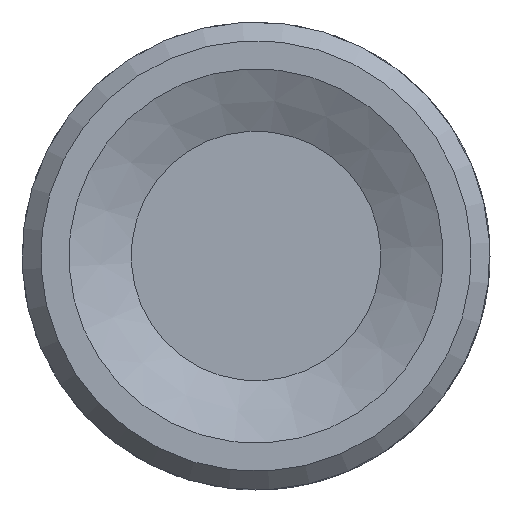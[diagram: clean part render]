
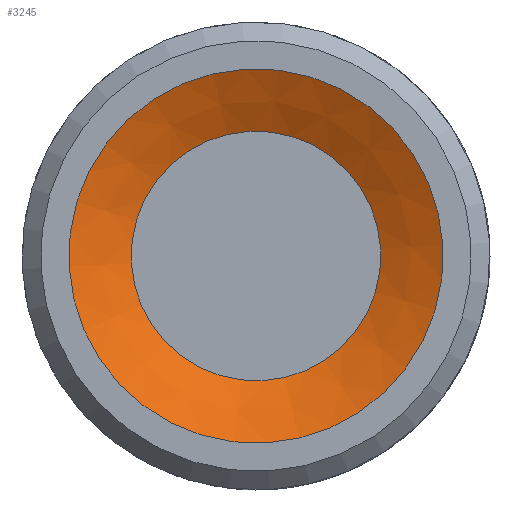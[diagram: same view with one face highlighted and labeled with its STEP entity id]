
A CAD part, left-side view. The second image highlights one B-rep face of the part: STEP entity #3245.
In plain terms, the highlighted conical face has half-angle 63.435 degrees and reference radius 3 mm.
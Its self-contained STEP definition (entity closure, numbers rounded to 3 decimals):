
#3245 = ADVANCED_FACE ( 'NONE', ( #26574, #15238 ), #23889, .F. ) ;
#7142 = AXIS2_PLACEMENT_3D ( 'NONE', #7698, #22610, #9841 ) ;
#7514 = AXIS2_PLACEMENT_3D ( 'NONE', #26741, #20117, #7636 ) ;
#7636 = DIRECTION ( 'NONE',  ( 0., -0.45, 0.893 ) ) ;
#7667 = CIRCLE ( 'NONE', #7142, 2. ) ;
#7684 = VERTEX_POINT ( 'NONE', #8091 ) ;
#7698 = CARTESIAN_POINT ( 'NONE',  ( -6.083, -0.447, 0. ) ) ;
#8091 = CARTESIAN_POINT ( 'NONE',  ( -6.083, -1.347, 1.786 ) ) ;
#8563 = EDGE_CURVE ( 'NONE', #9006, #9006, #11580, .T. ) ;
#8664 = CARTESIAN_POINT ( 'NONE',  ( -6.583, -0.447, 0. ) ) ;
#9006 = VERTEX_POINT ( 'NONE', #25075 ) ;
#9841 = DIRECTION ( 'NONE',  ( 0., -0.45, 0.893 ) ) ;
#10818 = DIRECTION ( 'NONE',  ( 0., -0.45, 0.893 ) ) ;
#11580 = CIRCLE ( 'NONE', #15330, 3. ) ;
#13037 = EDGE_LOOP ( 'NONE', ( #17102 ) ) ;
#15238 = FACE_OUTER_BOUND ( 'NONE', #13037, .T. ) ;
#15330 = AXIS2_PLACEMENT_3D ( 'NONE', #8664, #23583, #10818 ) ;
#16117 = ORIENTED_EDGE ( 'NONE', *, *, #19901, .F. ) ;
#17102 = ORIENTED_EDGE ( 'NONE', *, *, #8563, .T. ) ;
#19901 = EDGE_CURVE ( 'NONE', #7684, #7684, #7667, .T. ) ;
#20117 = DIRECTION ( 'NONE',  ( -1., 0., 0. ) ) ;
#22610 = DIRECTION ( 'NONE',  ( -1., 0., 0. ) ) ;
#23583 = DIRECTION ( 'NONE',  ( -1., 0., 0. ) ) ;
#23889 = CONICAL_SURFACE ( 'NONE', #7514, 3., 1.107 ) ;
#24291 = EDGE_LOOP ( 'NONE', ( #16117 ) ) ;
#25075 = CARTESIAN_POINT ( 'NONE',  ( -6.583, -1.797, 2.679 ) ) ;
#26574 = FACE_BOUND ( 'NONE', #24291, .T. ) ;
#26741 = CARTESIAN_POINT ( 'NONE',  ( -6.583, -0.447, 0. ) ) ;
